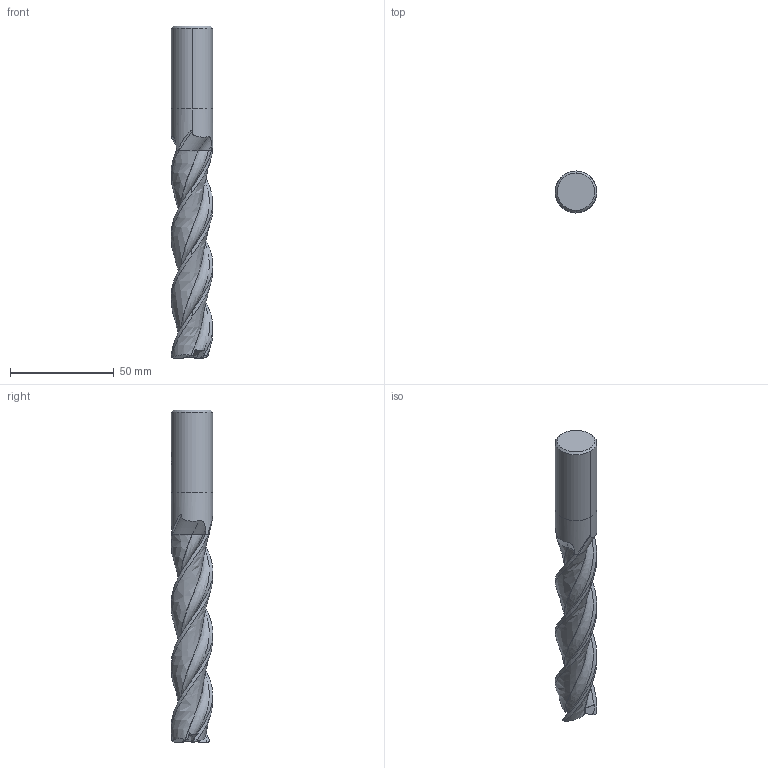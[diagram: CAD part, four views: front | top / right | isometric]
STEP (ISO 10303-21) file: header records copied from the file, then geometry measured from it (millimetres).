
FILE_DESCRIPTION(('no description'),'unknown implementation level');
FILE_NAME('solidyjuykfsn5kbKCeE2Lv68OqhMNlU_1.STP',' ',('CIM GmbH Aachen'),('CADClick - KiM GmbH - www.kimweb.de'),'unknown preprocess','ACIS','unknown authorization');
FILE_SCHEMA(('automotive_design'));
Length unit declared in the file: millimetre
Products named in the file (2): 1; 2
Bounding box: 20 x 20 x 160 mm (x, y, z)
Volume: 35292.2 mm3; surface area: 16205.8 mm2
Topology: 2 solids, 2 shells, 96 faces, 280 edges, 188 vertices
Faces by surface type: plane 39, cylinder 15, bspline 15, cone 12, revolution 12, torus 3
Entity records: 16761 total; most frequent: CARTESIAN_POINT 11237, STYLED_ITEM 566, PRESENTATION_STYLE_ASSIGNMENT 566, COLOUR_RGB 566, ORIENTED_EDGE 560, DIRECTION 408, EDGE_CURVE 280, CURVE_STYLE 280
